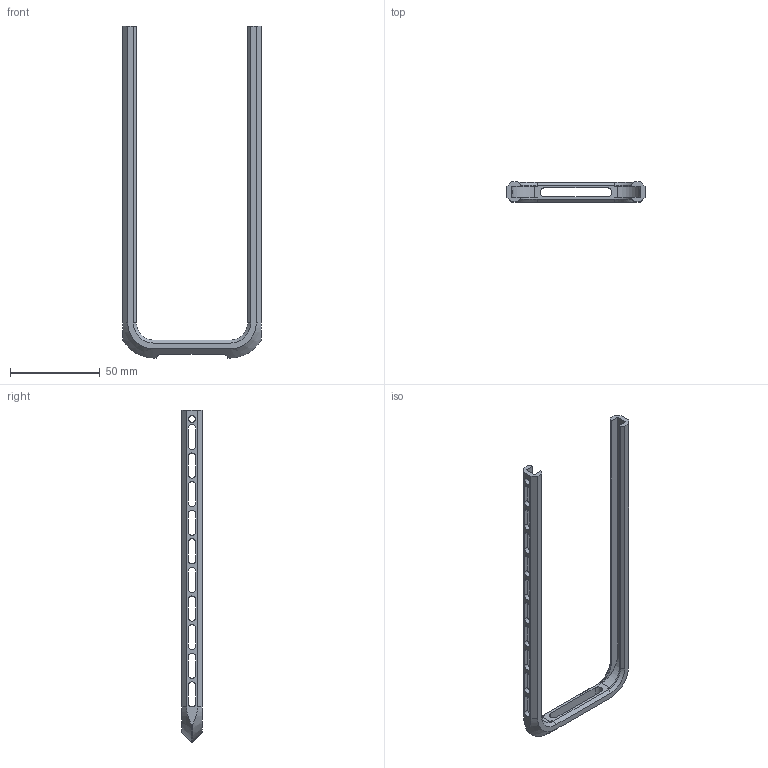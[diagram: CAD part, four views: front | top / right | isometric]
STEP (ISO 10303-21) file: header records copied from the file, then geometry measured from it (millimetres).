
FILE_DESCRIPTION(/* description */ ('Unknown'),/* implementation_level */ '2;1');
FILE_NAME(/* name */ 'U-Frame_v2_draft_model',/* time_stamp */ '2019-05-23T08:26:22-04:00',/* author */ ('Unknown'),/* organization */ ('Unknown'),/* preprocessor_version */ 'ST-DEVELOPER v16.7',/* originating_system */ 'DEX',/* authorisation */ $);
FILE_SCHEMA (('AUTOMOTIVE_DESIGN {1 0 10303 214 3 1 1}'));
Length unit declared in the file: millimetre
Products named in the file (1): U-Frame_v2
Bounding box: 77 x 11.35 x 185 mm (x, y, z)
Volume: 16580.8 mm3; surface area: 17099.9 mm2
Topology: 1 solids, 1 shells, 133 faces, 392 edges, 258 vertices
Faces by surface type: plane 73, cylinder 52, cone 8
Full cylindrical faces by diameter (mm): 3.6 x2
Entity records: 4554 total; most frequent: CARTESIAN_POINT 806, ORIENTED_EDGE 776, DIRECTION 768, EDGE_CURVE 388, LINE 264, VECTOR 264, VERTEX_POINT 256, AXIS2_PLACEMENT_3D 252
